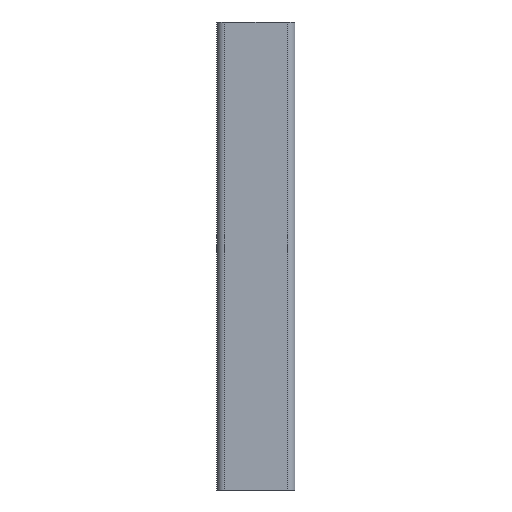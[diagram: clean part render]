
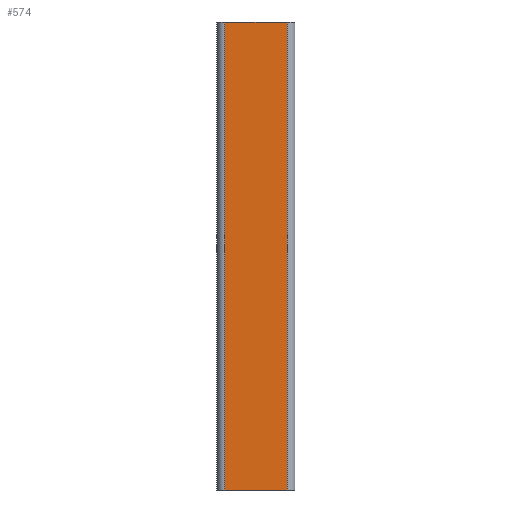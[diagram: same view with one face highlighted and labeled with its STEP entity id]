
A CAD part, front view. The second image highlights one B-rep face of the part: STEP entity #574.
In plain terms, the highlighted planar face has unit normal (0, -1, 0).
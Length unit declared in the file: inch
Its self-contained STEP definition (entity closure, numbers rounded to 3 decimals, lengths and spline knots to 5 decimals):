
#69 = CARTESIAN_POINT ( 'NONE',  ( 0.4, -0.5, -6. ) ) ;
#150 = VERTEX_POINT ( 'NONE', #1134 ) ;
#247 = ORIENTED_EDGE ( 'NONE', *, *, #1830, .F. ) ;
#258 = DIRECTION ( 'NONE',  ( 0., 0., 1. ) ) ;
#269 = DIRECTION ( 'NONE',  ( 0., -1., 0. ) ) ;
#405 = VECTOR ( 'NONE', #677, 39.37008 ) ;
#418 = CARTESIAN_POINT ( 'NONE',  ( 0.4, -0.5, 0. ) ) ;
#425 = FACE_OUTER_BOUND ( 'NONE', #1197, .T. ) ;
#426 = CARTESIAN_POINT ( 'NONE',  ( 0.4, -0.5, 0. ) ) ;
#441 = CARTESIAN_POINT ( 'NONE',  ( 0.4, -0.5, -6. ) ) ;
#445 = VECTOR ( 'NONE', #1006, 39.37008 ) ;
#469 = DIRECTION ( 'NONE',  ( 0., 0., 1. ) ) ;
#519 = VERTEX_POINT ( 'NONE', #1447 ) ;
#526 = VECTOR ( 'NONE', #258, 39.37008 ) ;
#549 = VERTEX_POINT ( 'NONE', #418 ) ;
#551 = EDGE_CURVE ( 'NONE', #519, #150, #999, .T. ) ;
#574 = ADVANCED_FACE ( 'NONE', ( #425 ), #1005, .T. ) ;
#677 = DIRECTION ( 'NONE',  ( -1., 0., 0. ) ) ;
#735 = ORIENTED_EDGE ( 'NONE', *, *, #1598, .T. ) ;
#838 = VECTOR ( 'NONE', #469, 39.37008 ) ;
#862 = DIRECTION ( 'NONE',  ( 1., 0., 0. ) ) ;
#980 = AXIS2_PLACEMENT_3D ( 'NONE', #1594, #269, #862 ) ;
#999 = LINE ( 'NONE', #1585, #526 ) ;
#1005 = PLANE ( 'NONE',  #980 ) ;
#1006 = DIRECTION ( 'NONE',  ( 1., 0., 0. ) ) ;
#1134 = CARTESIAN_POINT ( 'NONE',  ( -0.4, -0.5, 0. ) ) ;
#1186 = LINE ( 'NONE', #1754, #838 ) ;
#1197 = EDGE_LOOP ( 'NONE', ( #247, #1554, #1581, #735 ) ) ;
#1317 = EDGE_CURVE ( 'NONE', #1514, #519, #1414, .T. ) ;
#1414 = LINE ( 'NONE', #69, #405 ) ;
#1447 = CARTESIAN_POINT ( 'NONE',  ( -0.4, -0.5, -6. ) ) ;
#1514 = VERTEX_POINT ( 'NONE', #441 ) ;
#1554 = ORIENTED_EDGE ( 'NONE', *, *, #551, .F. ) ;
#1581 = ORIENTED_EDGE ( 'NONE', *, *, #1317, .F. ) ;
#1585 = CARTESIAN_POINT ( 'NONE',  ( -0.4, -0.5, -1. ) ) ;
#1594 = CARTESIAN_POINT ( 'NONE',  ( 0.4, -0.5, -1. ) ) ;
#1598 = EDGE_CURVE ( 'NONE', #1514, #549, #1186, .T. ) ;
#1713 = LINE ( 'NONE', #426, #445 ) ;
#1754 = CARTESIAN_POINT ( 'NONE',  ( 0.4, -0.5, -1. ) ) ;
#1830 = EDGE_CURVE ( 'NONE', #150, #549, #1713, .T. ) ;
